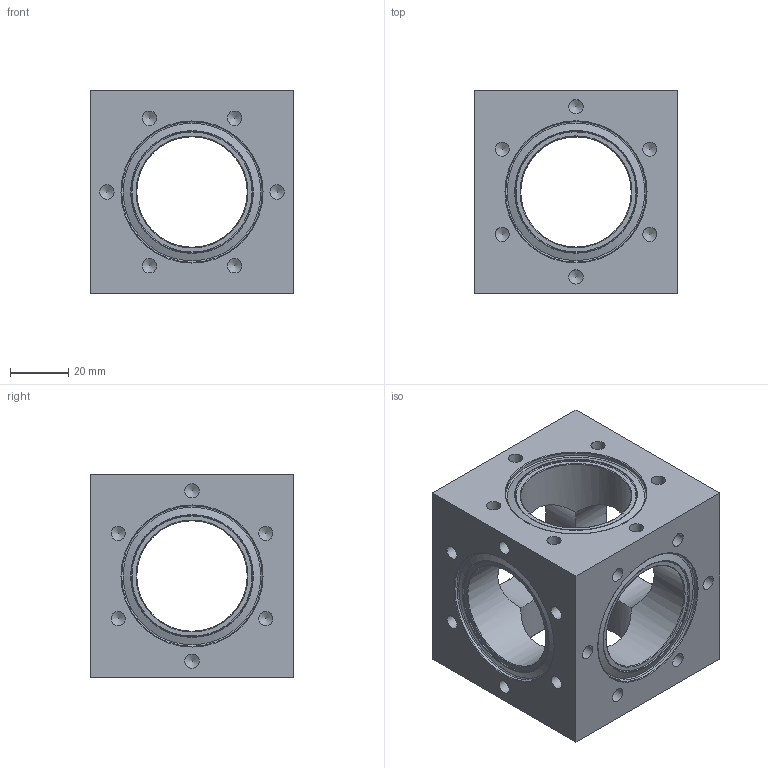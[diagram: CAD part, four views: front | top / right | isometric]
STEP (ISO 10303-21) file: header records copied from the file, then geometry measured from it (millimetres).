
FILE_DESCRIPTION (( 'STEP AP214' ), '1' );
FILE_NAME ('CUB1CF40SS304LFULLVAC.STEP', '2025-06-05T14:13:30', ( '' ), ( '' ), 'SwSTEP 2.0', 'SolidWorks 2017', '' );
FILE_SCHEMA (( 'AUTOMOTIVE_DESIGN' ));
Length unit declared in the file: millimetre
Products named in the file (1): CUB1CF40SS304LFULLVAC
Bounding box: 70.1 x 70.1 x 70.1 mm (x, y, z)
Volume: 174025.3 mm3; surface area: 44503 mm2
Topology: 1 solids, 1 shells, 138 faces, 335 edges, 201 vertices
Faces by surface type: cylinder 54, cone 42, bspline 16, torus 14, plane 12
Full cylindrical faces by diameter (mm): 4.917 x30, 5 x6, 38.1 x6, 42.01 x6, 48.49 x6
Entity records: 5122 total; most frequent: CARTESIAN_POINT 2735, DIRECTION 514, ORIENTED_EDGE 312, EDGE_LOOP 276, AXIS2_PLACEMENT_3D 251, FACE_OUTER_BOUND 222, EDGE_CURVE 156, VERTEX_POINT 148
